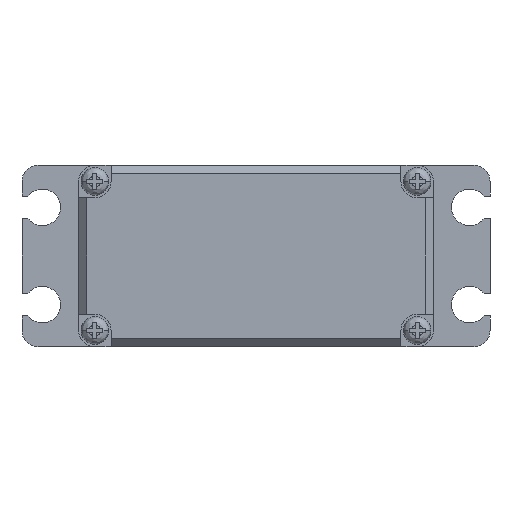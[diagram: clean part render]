
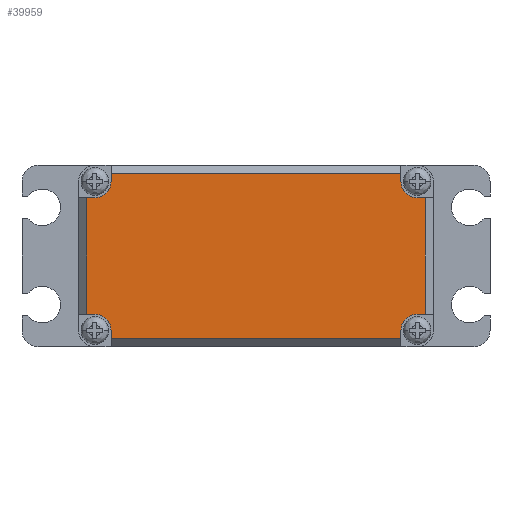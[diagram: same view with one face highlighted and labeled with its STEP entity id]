
A CAD part, front view. The second image highlights one B-rep face of the part: STEP entity #39959.
In plain terms, the highlighted face is planar.
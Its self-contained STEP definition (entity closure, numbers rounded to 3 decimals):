
#38372=DIRECTION('',(-1.,0.,0.));
#38373=VECTOR('',#38372,35.8);
#38374=CARTESIAN_POINT('',(17.9,-10.2,0.));
#38375=LINE('',#38374,#38373);
#38379=DIRECTION('',(0.,1.,0.));
#38380=VECTOR('',#38379,1.);
#38381=CARTESIAN_POINT('',(17.9,-10.2,0.));
#38382=LINE('',#38381,#38380);
#38386=DIRECTION('',(-1.,0.,0.));
#38387=VECTOR('',#38386,1.);
#38388=CARTESIAN_POINT('',(20.9,-7.2,0.));
#38389=LINE('',#38388,#38387);
#38393=DIRECTION('',(0.,-1.,0.));
#38394=VECTOR('',#38393,14.4);
#38395=CARTESIAN_POINT('',(20.9,7.2,0.));
#38396=LINE('',#38395,#38394);
#38400=DIRECTION('',(-1.,0.,0.));
#38401=VECTOR('',#38400,1.);
#38402=CARTESIAN_POINT('',(20.9,7.2,0.));
#38403=LINE('',#38402,#38401);
#38407=DIRECTION('',(0.,-1.,0.));
#38408=VECTOR('',#38407,1.);
#38409=CARTESIAN_POINT('',(17.9,10.2,0.));
#38410=LINE('',#38409,#38408);
#38414=DIRECTION('',(1.,0.,0.));
#38415=VECTOR('',#38414,35.8);
#38416=CARTESIAN_POINT('',(-17.9,10.2,0.));
#38417=LINE('',#38416,#38415);
#38421=DIRECTION('',(0.,-1.,0.));
#38422=VECTOR('',#38421,1.);
#38423=CARTESIAN_POINT('',(-17.9,10.2,0.));
#38424=LINE('',#38423,#38422);
#38428=DIRECTION('',(1.,0.,0.));
#38429=VECTOR('',#38428,1.);
#38430=CARTESIAN_POINT('',(-20.9,7.2,0.));
#38431=LINE('',#38430,#38429);
#38435=DIRECTION('',(0.,1.,0.));
#38436=VECTOR('',#38435,14.4);
#38437=CARTESIAN_POINT('',(-20.9,-7.2,0.));
#38438=LINE('',#38437,#38436);
#38442=DIRECTION('',(1.,0.,0.));
#38443=VECTOR('',#38442,1.);
#38444=CARTESIAN_POINT('',(-20.9,-7.2,0.));
#38445=LINE('',#38444,#38443);
#38449=DIRECTION('',(0.,1.,0.));
#38450=VECTOR('',#38449,1.);
#38451=CARTESIAN_POINT('',(-17.9,-10.2,0.));
#38452=LINE('',#38451,#38450);
#38470=CARTESIAN_POINT('',(-19.9,-9.2,0.));
#38471=DIRECTION('',(0.,0.,1.));
#38472=DIRECTION('',(1.,0.,0.));
#38473=AXIS2_PLACEMENT_3D('',#38470,#38471,#38472);
#38982=CARTESIAN_POINT('',(-19.9,9.2,0.));
#38983=DIRECTION('',(0.,0.,1.));
#38984=DIRECTION('',(0.,-1.,0.));
#38985=AXIS2_PLACEMENT_3D('',#38982,#38983,#38984);
#39018=CARTESIAN_POINT('',(19.9,9.2,0.));
#39019=DIRECTION('',(0.,0.,1.));
#39020=DIRECTION('',(-1.,0.,0.));
#39021=AXIS2_PLACEMENT_3D('',#39018,#39019,#39020);
#39054=CARTESIAN_POINT('',(19.9,-9.2,0.));
#39055=DIRECTION('',(0.,0.,1.));
#39056=DIRECTION('',(0.,1.,0.));
#39057=AXIS2_PLACEMENT_3D('',#39054,#39055,#39056);
#39716=CARTESIAN_POINT('',(19.9,-7.2,0.));
#39717=VERTEX_POINT('',#39716);
#39718=CARTESIAN_POINT('',(17.9,-9.2,0.));
#39719=VERTEX_POINT('',#39718);
#39724=CARTESIAN_POINT('',(17.9,9.2,0.));
#39725=VERTEX_POINT('',#39724);
#39726=CARTESIAN_POINT('',(19.9,7.2,0.));
#39727=VERTEX_POINT('',#39726);
#39732=CARTESIAN_POINT('',(-17.9,-9.2,0.));
#39733=VERTEX_POINT('',#39732);
#39734=CARTESIAN_POINT('',(-19.9,-7.2,0.));
#39735=VERTEX_POINT('',#39734);
#39740=CARTESIAN_POINT('',(-19.9,7.2,0.));
#39741=VERTEX_POINT('',#39740);
#39742=CARTESIAN_POINT('',(-17.9,9.2,0.));
#39743=VERTEX_POINT('',#39742);
#39888=CARTESIAN_POINT('',(-17.9,-10.2,0.));
#39890=VERTEX_POINT('',#39888);
#39894=CARTESIAN_POINT('',(17.9,-10.2,0.));
#39895=VERTEX_POINT('',#39894);
#39896=CARTESIAN_POINT('',(-20.9,7.2,0.));
#39898=VERTEX_POINT('',#39896);
#39902=CARTESIAN_POINT('',(-20.9,-7.2,0.));
#39903=VERTEX_POINT('',#39902);
#39904=CARTESIAN_POINT('',(17.9,10.2,0.));
#39906=VERTEX_POINT('',#39904);
#39910=CARTESIAN_POINT('',(-17.9,10.2,0.));
#39911=VERTEX_POINT('',#39910);
#39912=CARTESIAN_POINT('',(20.9,-7.2,0.));
#39914=VERTEX_POINT('',#39912);
#39918=CARTESIAN_POINT('',(20.9,7.2,0.));
#39919=VERTEX_POINT('',#39918);
#39920=CARTESIAN_POINT('',(0.,0.,0.));
#39921=DIRECTION('',(0.,0.,1.));
#39922=DIRECTION('',(1.,0.,0.));
#39923=AXIS2_PLACEMENT_3D('',#39920,#39921,#39922);
#39924=PLANE('',#39923);
#39926=ORIENTED_EDGE('',*,*,#39925,.F.);
#39928=ORIENTED_EDGE('',*,*,#39927,.T.);
#39930=ORIENTED_EDGE('',*,*,#39929,.F.);
#39932=ORIENTED_EDGE('',*,*,#39931,.F.);
#39934=ORIENTED_EDGE('',*,*,#39933,.F.);
#39936=ORIENTED_EDGE('',*,*,#39935,.T.);
#39938=ORIENTED_EDGE('',*,*,#39937,.F.);
#39940=ORIENTED_EDGE('',*,*,#39939,.F.);
#39942=ORIENTED_EDGE('',*,*,#39941,.F.);
#39944=ORIENTED_EDGE('',*,*,#39943,.T.);
#39946=ORIENTED_EDGE('',*,*,#39945,.F.);
#39948=ORIENTED_EDGE('',*,*,#39947,.F.);
#39950=ORIENTED_EDGE('',*,*,#39949,.F.);
#39952=ORIENTED_EDGE('',*,*,#39951,.T.);
#39954=ORIENTED_EDGE('',*,*,#39953,.F.);
#39956=ORIENTED_EDGE('',*,*,#39955,.F.);
#39957=EDGE_LOOP('',(#39926,#39928,#39930,#39932,#39934,#39936,#39938,#39940,
#39942,#39944,#39946,#39948,#39950,#39952,#39954,#39956));
#39958=FACE_OUTER_BOUND('',#39957,.F.);
#39959=ADVANCED_FACE('',(#39958),#39924,.F.);
#38474=CIRCLE('',#38473,2.);
#38986=CIRCLE('',#38985,2.);
#39022=CIRCLE('',#39021,2.);
#39058=CIRCLE('',#39057,2.);
#39925=EDGE_CURVE('',#39895,#39890,#38375,.T.);
#39927=EDGE_CURVE('',#39895,#39719,#38382,.T.);
#39929=EDGE_CURVE('',#39717,#39719,#39058,.T.);
#39931=EDGE_CURVE('',#39914,#39717,#38389,.T.);
#39933=EDGE_CURVE('',#39919,#39914,#38396,.T.);
#39935=EDGE_CURVE('',#39919,#39727,#38403,.T.);
#39937=EDGE_CURVE('',#39725,#39727,#39022,.T.);
#39939=EDGE_CURVE('',#39906,#39725,#38410,.T.);
#39941=EDGE_CURVE('',#39911,#39906,#38417,.T.);
#39943=EDGE_CURVE('',#39911,#39743,#38424,.T.);
#39945=EDGE_CURVE('',#39741,#39743,#38986,.T.);
#39947=EDGE_CURVE('',#39898,#39741,#38431,.T.);
#39949=EDGE_CURVE('',#39903,#39898,#38438,.T.);
#39951=EDGE_CURVE('',#39903,#39735,#38445,.T.);
#39953=EDGE_CURVE('',#39733,#39735,#38474,.T.);
#39955=EDGE_CURVE('',#39890,#39733,#38452,.T.);
